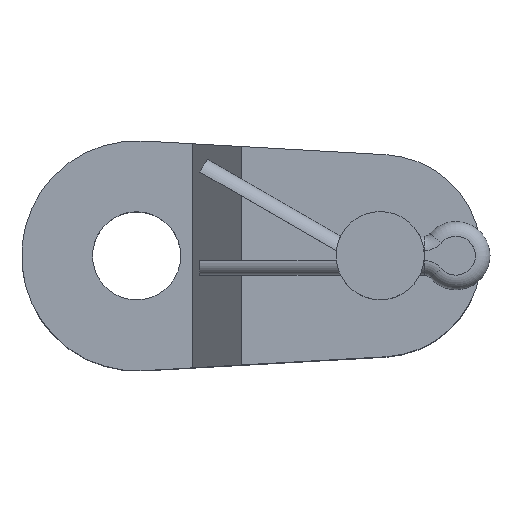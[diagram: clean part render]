
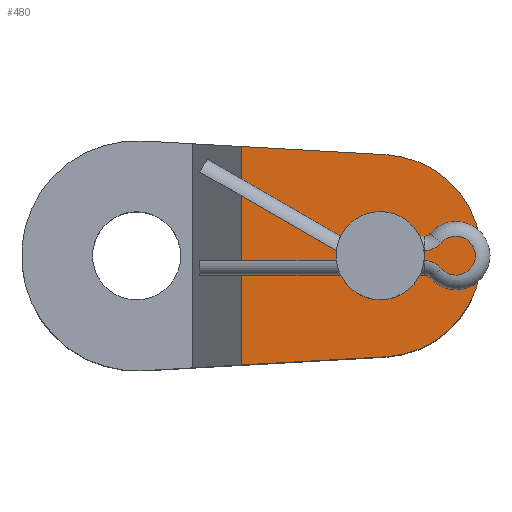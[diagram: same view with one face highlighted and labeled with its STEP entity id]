
A CAD part, top view. The second image highlights one B-rep face of the part: STEP entity #480.
In plain terms, the highlighted planar face has unit normal (0, 0, 1).
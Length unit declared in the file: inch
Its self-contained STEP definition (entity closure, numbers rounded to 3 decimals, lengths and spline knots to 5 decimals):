
#25 = VERTEX_POINT ( 'NONE', #1703 ) ;
#34 = CIRCLE ( 'NONE', #1212, 0.10384 ) ;
#47 = CARTESIAN_POINT ( 'NONE',  ( -0.01698, -0.118, 0.1545 ) ) ;
#53 = EDGE_CURVE ( 'NONE', #1538, #425, #777, .T. ) ;
#76 = CARTESIAN_POINT ( 'NONE',  ( 0.125, 0., 0.1545 ) ) ;
#86 = CARTESIAN_POINT ( 'NONE',  ( 0.125, 0., 0.1545 ) ) ;
#144 = ORIENTED_EDGE ( 'NONE', *, *, #1153, .F. ) ;
#193 = LINE ( 'NONE', #772, #299 ) ;
#233 = DIRECTION ( 'NONE',  ( 0., 0., -1. ) ) ;
#237 = EDGE_CURVE ( 'NONE', #1538, #25, #598, .T. ) ;
#299 = VECTOR ( 'NONE', #1347, 39.37008 ) ;
#301 = AXIS2_PLACEMENT_3D ( 'NONE', #1857, #1442, #729 ) ;
#407 = EDGE_CURVE ( 'NONE', #1810, #855, #636, .T. ) ;
#425 = VERTEX_POINT ( 'NONE', #1407 ) ;
#461 = CARTESIAN_POINT ( 'NONE',  ( 0.13088, 0.10367, 0.1545 ) ) ;
#479 = AXIS2_PLACEMENT_3D ( 'NONE', #1673, #233, #1123 ) ;
#480 = ADVANCED_FACE ( 'NONE', ( #1104, #980 ), #1096, .F. ) ;
#490 = CARTESIAN_POINT ( 'NONE',  ( 0.125, 0., 0.1545 ) ) ;
#498 = CARTESIAN_POINT ( 'NONE',  ( -0.01698, -0.11206, 0.1545 ) ) ;
#596 = CARTESIAN_POINT ( 'NONE',  ( 0.17025, 0., 0.1545 ) ) ;
#598 = LINE ( 'NONE', #47, #1117 ) ;
#616 = CARTESIAN_POINT ( 'NONE',  ( 0.22884, 0., 0.1545 ) ) ;
#636 = CIRCLE ( 'NONE', #933, 0.04525 ) ;
#648 = DIRECTION ( 'NONE',  ( 1., 0., 0. ) ) ;
#650 = CARTESIAN_POINT ( 'NONE',  ( 0.07975, 0., 0.1545 ) ) ;
#696 = ORIENTED_EDGE ( 'NONE', *, *, #53, .T. ) ;
#729 = DIRECTION ( 'NONE',  ( 1., 0., 0. ) ) ;
#746 = ORIENTED_EDGE ( 'NONE', *, *, #1269, .T. ) ;
#759 = VERTEX_POINT ( 'NONE', #616 ) ;
#772 = CARTESIAN_POINT ( 'NONE',  ( -0.11832, 0.11781, 0.1545 ) ) ;
#777 = LINE ( 'NONE', #1264, #904 ) ;
#803 = VERTEX_POINT ( 'NONE', #461 ) ;
#807 = EDGE_CURVE ( 'NONE', #803, #25, #193, .T. ) ;
#855 = VERTEX_POINT ( 'NONE', #650 ) ;
#869 = ORIENTED_EDGE ( 'NONE', *, *, #807, .T. ) ;
#904 = VECTOR ( 'NONE', #1826, 39.37008 ) ;
#933 = AXIS2_PLACEMENT_3D ( 'NONE', #76, #1539, #1238 ) ;
#952 = EDGE_CURVE ( 'NONE', #425, #759, #34, .T. ) ;
#980 = FACE_OUTER_BOUND ( 'NONE', #1052, .T. ) ;
#996 = CIRCLE ( 'NONE', #1271, 0.04525 ) ;
#1052 = EDGE_LOOP ( 'NONE', ( #696, #1346, #746, #869, #1157 ) ) ;
#1060 = CIRCLE ( 'NONE', #301, 0.10384 ) ;
#1096 = PLANE ( 'NONE',  #479 ) ;
#1104 = FACE_BOUND ( 'NONE', #1829, .T. ) ;
#1116 = DIRECTION ( 'NONE',  ( 0., 0., 1. ) ) ;
#1117 = VECTOR ( 'NONE', #1766, 39.37008 ) ;
#1123 = DIRECTION ( 'NONE',  ( 1., 0., 0. ) ) ;
#1153 = EDGE_CURVE ( 'NONE', #855, #1810, #996, .T. ) ;
#1157 = ORIENTED_EDGE ( 'NONE', *, *, #237, .F. ) ;
#1212 = AXIS2_PLACEMENT_3D ( 'NONE', #490, #1473, #648 ) ;
#1238 = DIRECTION ( 'NONE',  ( 1., 0., 0. ) ) ;
#1264 = CARTESIAN_POINT ( 'NONE',  ( -0.11832, -0.11781, 0.1545 ) ) ;
#1269 = EDGE_CURVE ( 'NONE', #759, #803, #1060, .T. ) ;
#1271 = AXIS2_PLACEMENT_3D ( 'NONE', #86, #1116, #1828 ) ;
#1346 = ORIENTED_EDGE ( 'NONE', *, *, #952, .T. ) ;
#1347 = DIRECTION ( 'NONE',  ( -0.998, 0.057, 0. ) ) ;
#1384 = ORIENTED_EDGE ( 'NONE', *, *, #407, .F. ) ;
#1407 = CARTESIAN_POINT ( 'NONE',  ( 0.13088, -0.10367, 0.1545 ) ) ;
#1442 = DIRECTION ( 'NONE',  ( 0., 0., 1. ) ) ;
#1473 = DIRECTION ( 'NONE',  ( 0., 0., 1. ) ) ;
#1538 = VERTEX_POINT ( 'NONE', #498 ) ;
#1539 = DIRECTION ( 'NONE',  ( 0., 0., 1. ) ) ;
#1673 = CARTESIAN_POINT ( 'NONE',  ( 0.125, 0., 0.1545 ) ) ;
#1703 = CARTESIAN_POINT ( 'NONE',  ( -0.01698, 0.11206, 0.1545 ) ) ;
#1766 = DIRECTION ( 'NONE',  ( 0., 1., 0. ) ) ;
#1810 = VERTEX_POINT ( 'NONE', #596 ) ;
#1826 = DIRECTION ( 'NONE',  ( 0.998, 0.057, 0. ) ) ;
#1828 = DIRECTION ( 'NONE',  ( 1., 0., 0. ) ) ;
#1829 = EDGE_LOOP ( 'NONE', ( #1384, #144 ) ) ;
#1857 = CARTESIAN_POINT ( 'NONE',  ( 0.125, 0., 0.1545 ) ) ;
